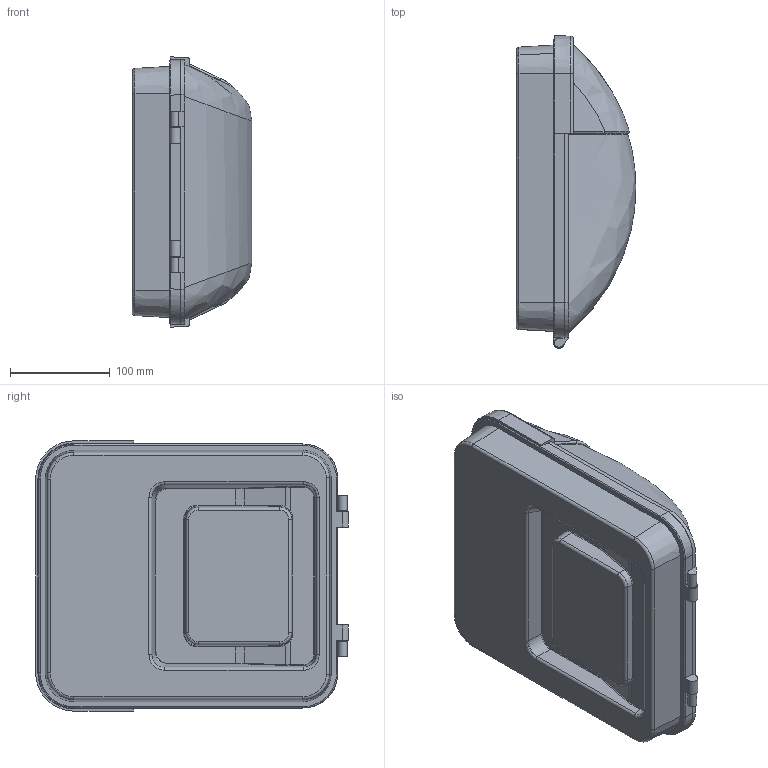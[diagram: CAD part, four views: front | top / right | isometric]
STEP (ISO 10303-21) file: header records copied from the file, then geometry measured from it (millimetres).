
FILE_DESCRIPTION (( 'STEP AP214' ), '1' );
FILE_NAME ('WALLPACK_CBO.STEP', '2025-06-10T08:51:10', ( '' ), ( '' ), 'SwSTEP 2.0', 'SolidWorks 2024', '' );
FILE_SCHEMA (( 'AUTOMOTIVE_DESIGN' ));
Length unit declared in the file: millimetre
Products named in the file (1): WALLPACK_CBO
Bounding box: 120 x 313.56 x 271.12 mm (x, y, z)
Volume: 816960.2 mm3; surface area: 576056.1 mm2
Topology: 3 solids, 3 shells, 600 faces, 1630 edges, 1045 vertices
Faces by surface type: plane 176, bspline 170, cone 124, cylinder 111, torus 19
Entity records: 26531 total; most frequent: CARTESIAN_POINT 13158, ORIENTED_EDGE 3260, DIRECTION 2194, EDGE_CURVE 1630, VERTEX_POINT 1045, AXIS2_PLACEMENT_3D 849, B_SPLINE_CURVE_WITH_KNOTS 634, EDGE_LOOP 609
